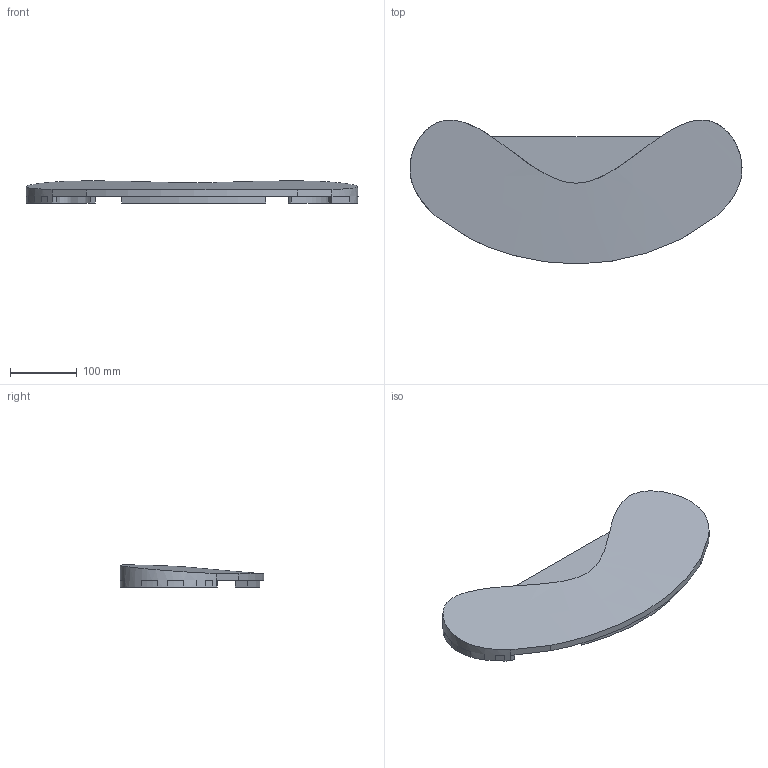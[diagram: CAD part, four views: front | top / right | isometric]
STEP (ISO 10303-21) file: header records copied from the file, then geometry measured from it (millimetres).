
FILE_DESCRIPTION(/* description */ ('STEP AP242','CAx-IF Rec.Pracs.---Representation and Presentation of Product Manufacturing Information (PMI)---4.0---2014-10-13','CAx-IF Rec.Pracs.---3D Tessellated Geometry---0.4---2014-09-14','2;1'),/* implementation_level */ '2;1');
FILE_NAME(/* name */ '68e70fd870c44a081cd8404f',/* time_stamp */ '2025-10-09T01:28:56Z',/* author */ (''),/* organization */ (''),/* preprocessor_version */ 'ST-DEVELOPER v20',/* originating_system */ 'ONSHAPE BY PTC INC, 1.204',/* authorisation */ ' ');
FILE_SCHEMA (('AP242_MANAGED_MODEL_BASED_3D_ENGINEERING_MIM_LF { 1 0 10303 442 1 1 4 }'));
Length unit declared in the file: metre
Products named in the file (1): Part 1
Bounding box: 498.17 x 215.85 x 33.28 mm (x, y, z)
Volume: 1279827.5 mm3; surface area: 198625.5 mm2
Topology: 1 solids, 1 shells, 48 faces, 131 edges, 87 vertices
Faces by surface type: plane 26, bspline 19, cylinder 3
Entity records: 2710 total; most frequent: CARTESIAN_POINT 1641, ORIENTED_EDGE 262, DIRECTION 135, EDGE_CURVE 131, VERTEX_POINT 87, LINE 67, VECTOR 67, B_SPLINE_CURVE_WITH_KNOTS 60
